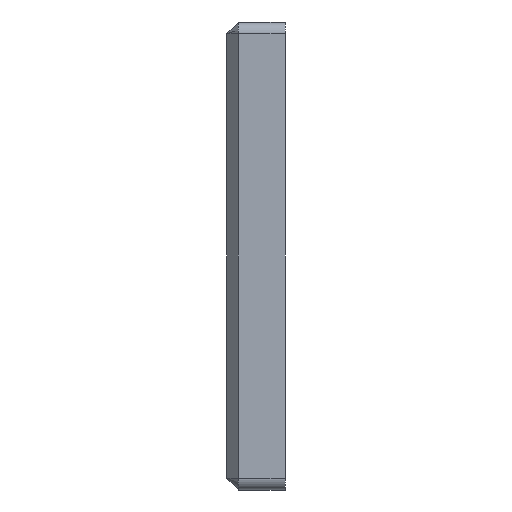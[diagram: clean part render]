
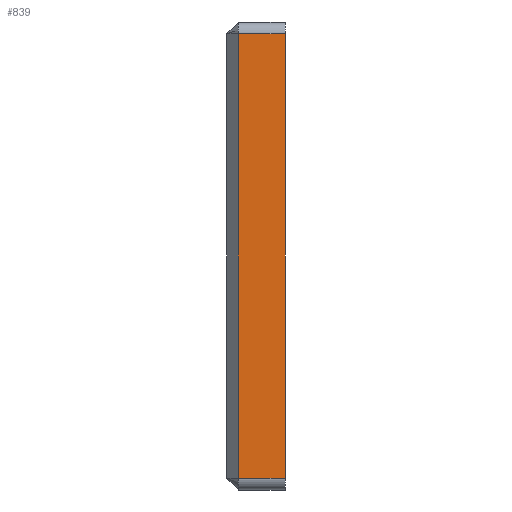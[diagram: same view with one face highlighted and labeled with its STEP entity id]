
A CAD part, left-side view. The second image highlights one B-rep face of the part: STEP entity #839.
In plain terms, the highlighted planar face has unit normal (-1, 0, 0).
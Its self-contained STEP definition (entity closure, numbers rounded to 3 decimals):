
#49=PLANE('',#936);
#91=FACE_OUTER_BOUND('',#155,.T.);
#155=EDGE_LOOP('',(#665,#666,#667,#668));
#200=LINE('',#1298,#272);
#218=LINE('',#1360,#290);
#226=LINE('',#1383,#298);
#230=LINE('',#1391,#302);
#272=VECTOR('',#1015,10.);
#290=VECTOR('',#1079,10.);
#298=VECTOR('',#1109,10.);
#302=VECTOR('',#1121,10.);
#392=VERTEX_POINT('',#1295);
#393=VERTEX_POINT('',#1297);
#413=VERTEX_POINT('',#1356);
#414=VERTEX_POINT('',#1358);
#461=EDGE_CURVE('',#393,#392,#200,.T.);
#492=EDGE_CURVE('',#414,#413,#218,.T.);
#504=EDGE_CURVE('',#393,#414,#226,.T.);
#508=EDGE_CURVE('',#413,#392,#230,.T.);
#665=ORIENTED_EDGE('',*,*,#492,.F.);
#666=ORIENTED_EDGE('',*,*,#504,.F.);
#667=ORIENTED_EDGE('',*,*,#461,.T.);
#668=ORIENTED_EDGE('',*,*,#508,.F.);
#839=ADVANCED_FACE('',(#91),#49,.T.);
#936=AXIS2_PLACEMENT_3D('',#1390,#1119,#1120);
#1015=DIRECTION('',(0.,0.,1.));
#1079=DIRECTION('',(0.,0.,1.));
#1109=DIRECTION('',(0.,1.,0.));
#1119=DIRECTION('center_axis',(-1.,0.,0.));
#1120=DIRECTION('ref_axis',(0.,0.,1.));
#1121=DIRECTION('',(0.,-1.,0.));
#1295=CARTESIAN_POINT('',(-66.5,135.,-1.));
#1297=CARTESIAN_POINT('',(-66.5,135.,-39.));
#1298=CARTESIAN_POINT('',(-66.5,135.,-40.));
#1356=CARTESIAN_POINT('',(-66.5,139.,-1.));
#1358=CARTESIAN_POINT('',(-66.5,139.,-39.));
#1360=CARTESIAN_POINT('',(-66.5,139.,-30.));
#1383=CARTESIAN_POINT('',(-66.5,135.,-39.));
#1390=CARTESIAN_POINT('Origin',(-66.5,135.,-40.));
#1391=CARTESIAN_POINT('',(-66.5,135.,-1.));
